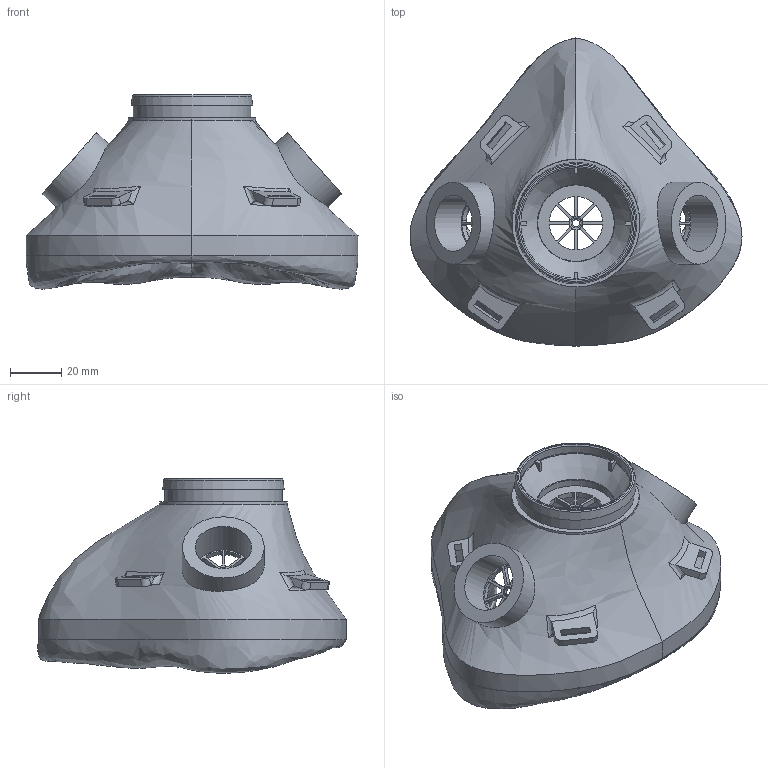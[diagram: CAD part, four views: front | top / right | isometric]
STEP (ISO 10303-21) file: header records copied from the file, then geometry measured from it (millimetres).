
FILE_DESCRIPTION(/* description */ (''),/* implementation_level */ '2;1');
FILE_NAME(/* name */ '5f060f85e0965f13cee2393c',/* time_stamp */ '2020-07-08T18:25:10+00:00',/* author */ (''),/* organization */ (''),/* preprocessor_version */ 'ST-DEVELOPER v16.7',/* originating_system */ $,/* authorisation */ $);
FILE_SCHEMA (('AUTOMOTIVE_DESIGN {1 0 10303 214 3 1 1}'));
Length unit declared in the file: metre
Products named in the file (2): Seal; Silicone mask
Bounding box: 130.06 x 120.81 x 76.09 mm (x, y, z)
Volume: 117265.1 mm3; surface area: 67649.2 mm2
Topology: 2 solids, 2 shells, 378 faces, 1048 edges, 689 vertices
Faces by surface type: cylinder 167, plane 160, bspline 30, torus 16, cone 5
Full cylindrical faces by diameter (mm): 2.8 x3, 4 x3, 22.1 x2, 30 x1, 32.1 x2, 46 x1
Entity records: 21119 total; most frequent: CARTESIAN_POINT 11650, ORIENTED_EDGE 2030, DIRECTION 1833, EDGE_CURVE 1015, AXIS2_PLACEMENT_3D 714, VERTEX_POINT 683, EDGE_LOOP 486, FACE_BOUND 486
